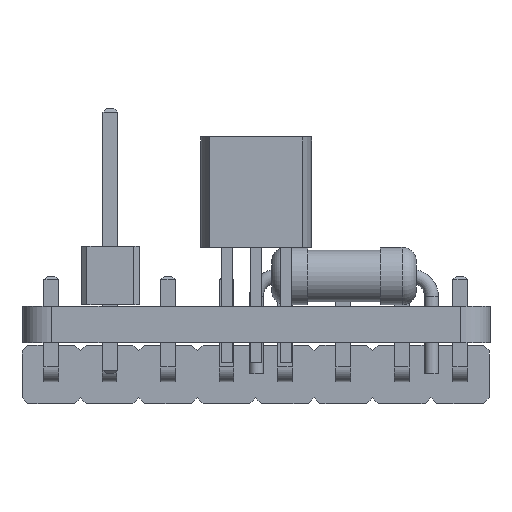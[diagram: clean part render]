
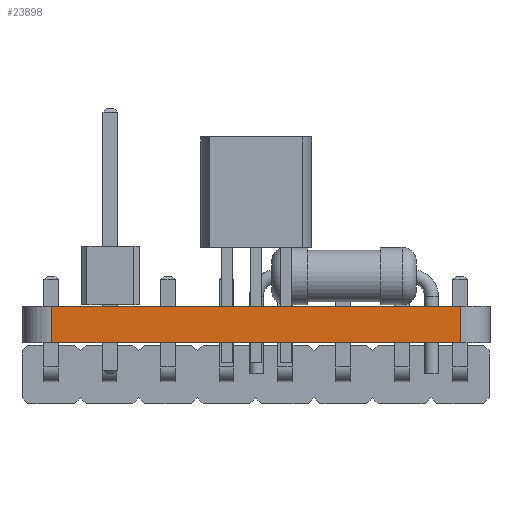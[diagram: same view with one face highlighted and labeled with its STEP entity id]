
A CAD part, left-side view. The second image highlights one B-rep face of the part: STEP entity #23898.
In plain terms, the highlighted planar face has unit normal (-1, 0, 0).
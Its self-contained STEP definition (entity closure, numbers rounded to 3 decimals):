
#22481 = PLANE('',#22482);
#22482 = AXIS2_PLACEMENT_3D('',#22483,#22484,#22485);
#22483 = CARTESIAN_POINT('',(7.62,10.16,1.6));
#22484 = DIRECTION('',(0.,0.,1.));
#22485 = DIRECTION('',(1.,0.,-0.));
#22509 = CYLINDRICAL_SURFACE('',#22510,1.27);
#22510 = AXIS2_PLACEMENT_3D('',#22511,#22512,#22513);
#22511 = CARTESIAN_POINT('',(1.27,19.05,0.));
#22512 = DIRECTION('',(-0.,-0.,-1.));
#22513 = DIRECTION('',(1.,0.,-0.));
#22535 = PLANE('',#22536);
#22536 = AXIS2_PLACEMENT_3D('',#22537,#22538,#22539);
#22537 = CARTESIAN_POINT('',(7.62,10.16,0.));
#22538 = DIRECTION('',(0.,0.,1.));
#22539 = DIRECTION('',(1.,0.,-0.));
#22630 = VERTEX_POINT('',#22631);
#22631 = CARTESIAN_POINT('',(0.,19.05,1.6));
#22653 = EDGE_CURVE('',#22654,#22630,#22656,.T.);
#22654 = VERTEX_POINT('',#22655);
#22655 = CARTESIAN_POINT('',(0.,19.05,0.));
#22656 = SURFACE_CURVE('',#22657,(#22661,#22668),.PCURVE_S1.);
#22657 = LINE('',#22658,#22659);
#22658 = CARTESIAN_POINT('',(0.,19.05,0.));
#22659 = VECTOR('',#22660,1.);
#22660 = DIRECTION('',(0.,0.,1.));
#22661 = PCURVE('',#22509,#22662);
#22662 = DEFINITIONAL_REPRESENTATION('',(#22663),#22667);
#22663 = LINE('',#22664,#22665);
#22664 = CARTESIAN_POINT('',(-3.142,0.));
#22665 = VECTOR('',#22666,1.);
#22666 = DIRECTION('',(-0.,-1.));
#22667 = ( GEOMETRIC_REPRESENTATION_CONTEXT(2) 
PARAMETRIC_REPRESENTATION_CONTEXT() REPRESENTATION_CONTEXT('2D SPACE',''
  ) );
#22668 = PCURVE('',#22669,#22674);
#22669 = PLANE('',#22670);
#22670 = AXIS2_PLACEMENT_3D('',#22671,#22672,#22673);
#22671 = CARTESIAN_POINT('',(0.,19.05,0.));
#22672 = DIRECTION('',(1.,0.,-0.));
#22673 = DIRECTION('',(0.,-1.,0.));
#22674 = DEFINITIONAL_REPRESENTATION('',(#22675),#22679);
#22675 = LINE('',#22676,#22677);
#22676 = CARTESIAN_POINT('',(0.,0.));
#22677 = VECTOR('',#22678,1.);
#22678 = DIRECTION('',(0.,-1.));
#22679 = ( GEOMETRIC_REPRESENTATION_CONTEXT(2) 
PARAMETRIC_REPRESENTATION_CONTEXT() REPRESENTATION_CONTEXT('2D SPACE',''
  ) );
#22708 = EDGE_CURVE('',#22654,#22709,#22711,.T.);
#22709 = VERTEX_POINT('',#22710);
#22710 = CARTESIAN_POINT('',(0.,1.27,0.));
#22711 = SURFACE_CURVE('',#22712,(#22716,#22723),.PCURVE_S1.);
#22712 = LINE('',#22713,#22714);
#22713 = CARTESIAN_POINT('',(0.,19.05,0.));
#22714 = VECTOR('',#22715,1.);
#22715 = DIRECTION('',(0.,-1.,0.));
#22716 = PCURVE('',#22535,#22717);
#22717 = DEFINITIONAL_REPRESENTATION('',(#22718),#22722);
#22718 = LINE('',#22719,#22720);
#22719 = CARTESIAN_POINT('',(-7.62,8.89));
#22720 = VECTOR('',#22721,1.);
#22721 = DIRECTION('',(0.,-1.));
#22722 = ( GEOMETRIC_REPRESENTATION_CONTEXT(2) 
PARAMETRIC_REPRESENTATION_CONTEXT() REPRESENTATION_CONTEXT('2D SPACE',''
  ) );
#22723 = PCURVE('',#22669,#22724);
#22724 = DEFINITIONAL_REPRESENTATION('',(#22725),#22729);
#22725 = LINE('',#22726,#22727);
#22726 = CARTESIAN_POINT('',(0.,0.));
#22727 = VECTOR('',#22728,1.);
#22728 = DIRECTION('',(1.,0.));
#22729 = ( GEOMETRIC_REPRESENTATION_CONTEXT(2) 
PARAMETRIC_REPRESENTATION_CONTEXT() REPRESENTATION_CONTEXT('2D SPACE',''
  ) );
#22748 = CYLINDRICAL_SURFACE('',#22749,1.27);
#22749 = AXIS2_PLACEMENT_3D('',#22750,#22751,#22752);
#22750 = CARTESIAN_POINT('',(1.27,1.27,0.));
#22751 = DIRECTION('',(-0.,-0.,-1.));
#22752 = DIRECTION('',(1.,0.,-0.));
#23340 = EDGE_CURVE('',#22630,#23341,#23343,.T.);
#23341 = VERTEX_POINT('',#23342);
#23342 = CARTESIAN_POINT('',(0.,1.27,1.6));
#23343 = SURFACE_CURVE('',#23344,(#23348,#23355),.PCURVE_S1.);
#23344 = LINE('',#23345,#23346);
#23345 = CARTESIAN_POINT('',(0.,19.05,1.6));
#23346 = VECTOR('',#23347,1.);
#23347 = DIRECTION('',(0.,-1.,0.));
#23348 = PCURVE('',#22481,#23349);
#23349 = DEFINITIONAL_REPRESENTATION('',(#23350),#23354);
#23350 = LINE('',#23351,#23352);
#23351 = CARTESIAN_POINT('',(-7.62,8.89));
#23352 = VECTOR('',#23353,1.);
#23353 = DIRECTION('',(0.,-1.));
#23354 = ( GEOMETRIC_REPRESENTATION_CONTEXT(2) 
PARAMETRIC_REPRESENTATION_CONTEXT() REPRESENTATION_CONTEXT('2D SPACE',''
  ) );
#23355 = PCURVE('',#22669,#23356);
#23356 = DEFINITIONAL_REPRESENTATION('',(#23357),#23361);
#23357 = LINE('',#23358,#23359);
#23358 = CARTESIAN_POINT('',(0.,-1.6));
#23359 = VECTOR('',#23360,1.);
#23360 = DIRECTION('',(1.,0.));
#23361 = ( GEOMETRIC_REPRESENTATION_CONTEXT(2) 
PARAMETRIC_REPRESENTATION_CONTEXT() REPRESENTATION_CONTEXT('2D SPACE',''
  ) );
#23898 = ADVANCED_FACE('',(#23899),#22669,.F.);
#23899 = FACE_BOUND('',#23900,.F.);
#23900 = EDGE_LOOP('',(#23901,#23902,#23903,#23924));
#23901 = ORIENTED_EDGE('',*,*,#22653,.T.);
#23902 = ORIENTED_EDGE('',*,*,#23340,.T.);
#23903 = ORIENTED_EDGE('',*,*,#23904,.F.);
#23904 = EDGE_CURVE('',#22709,#23341,#23905,.T.);
#23905 = SURFACE_CURVE('',#23906,(#23910,#23917),.PCURVE_S1.);
#23906 = LINE('',#23907,#23908);
#23907 = CARTESIAN_POINT('',(0.,1.27,0.));
#23908 = VECTOR('',#23909,1.);
#23909 = DIRECTION('',(0.,0.,1.));
#23910 = PCURVE('',#22669,#23911);
#23911 = DEFINITIONAL_REPRESENTATION('',(#23912),#23916);
#23912 = LINE('',#23913,#23914);
#23913 = CARTESIAN_POINT('',(17.78,0.));
#23914 = VECTOR('',#23915,1.);
#23915 = DIRECTION('',(0.,-1.));
#23916 = ( GEOMETRIC_REPRESENTATION_CONTEXT(2) 
PARAMETRIC_REPRESENTATION_CONTEXT() REPRESENTATION_CONTEXT('2D SPACE',''
  ) );
#23917 = PCURVE('',#22748,#23918);
#23918 = DEFINITIONAL_REPRESENTATION('',(#23919),#23923);
#23919 = LINE('',#23920,#23921);
#23920 = CARTESIAN_POINT('',(-3.142,0.));
#23921 = VECTOR('',#23922,1.);
#23922 = DIRECTION('',(-0.,-1.));
#23923 = ( GEOMETRIC_REPRESENTATION_CONTEXT(2) 
PARAMETRIC_REPRESENTATION_CONTEXT() REPRESENTATION_CONTEXT('2D SPACE',''
  ) );
#23924 = ORIENTED_EDGE('',*,*,#22708,.F.);
